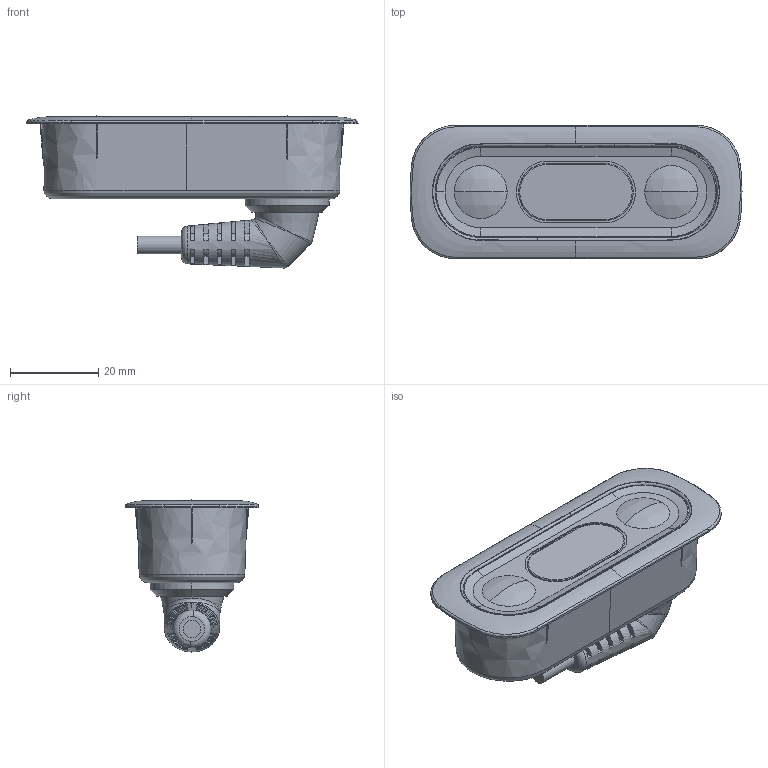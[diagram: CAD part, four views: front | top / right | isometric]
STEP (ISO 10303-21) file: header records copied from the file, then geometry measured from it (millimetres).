
FILE_DESCRIPTION (( 'STEP AP214' ), '1' );
FILE_NAME ('JCHT35K26B-嵌入.STEP', '2019-10-17T01:32:02', ( '' ), ( '' ), 'SwSTEP 2.0', 'SolidWorks 2018', '' );
FILE_SCHEMA (( 'AUTOMOTIVE_DESIGN' ));
Length unit declared in the file: millimetre
Products named in the file (1): JCHT35K26B-嵌入
Bounding box: 75.32 x 30.24 x 34.51 mm (x, y, z)
Volume: 21035.9 mm3; surface area: 20973.6 mm2
Topology: 6 solids, 6 shells, 527 faces, 1356 edges, 875 vertices
Faces by surface type: plane 277, cylinder 123, bspline 65, cone 29, torus 23, sphere 10
Entity records: 30203 total; most frequent: CARTESIAN_POINT 12183, ORIENTED_EDGE 2696, DIRECTION 2280, EDGE_CURVE 1348, VERTEX_POINT 875, AXIS2_PLACEMENT_3D 841, LINE 598, VECTOR 598
